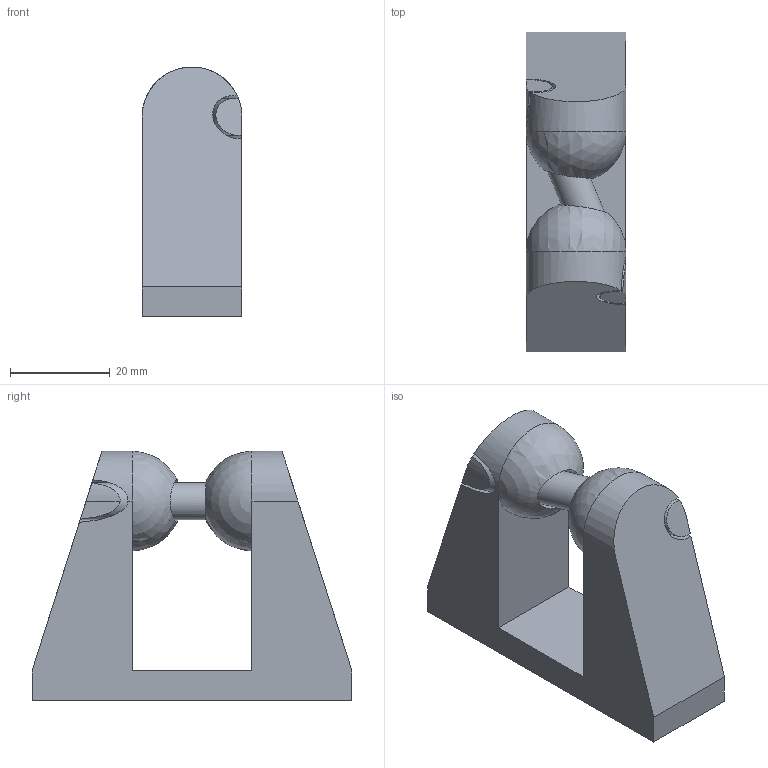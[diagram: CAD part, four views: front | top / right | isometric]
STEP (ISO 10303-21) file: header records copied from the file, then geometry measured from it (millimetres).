
FILE_DESCRIPTION(('STEP AP242'), '1');
FILE_NAME('Hinge', '', ('UNSPECIFIED'), ('UNSPECIFIED'), 'C3D Converter', 'C3D Toolkit', '');
FILE_SCHEMA(('AP242_MANAGED_MODEL_BASED_3D_ENGINEERING_MIM_LF { 1 0 10303 442 1 1 4 }'));
Length unit declared in the file: millimetre
Bounding box: 20 x 64 x 50 mm (x, y, z)
Volume: 33884 mm3; surface area: 10933.9 mm2
Topology: 2 solids, 2 shells, 23 faces, 62 edges, 37 vertices
Faces by surface type: plane 14, cylinder 7, sphere 2
Full cylindrical faces by diameter (mm): 7.4 x1, 8.6 x2
Entity records: 1281 total; most frequent: CARTESIAN_POINT 555, ORIENTED_EDGE 110, DIRECTION 86, EDGE_CURVE 55, VERTEX_POINT 37, LINE 30, VECTOR 30, AXIS2_PLACEMENT_3D 28
